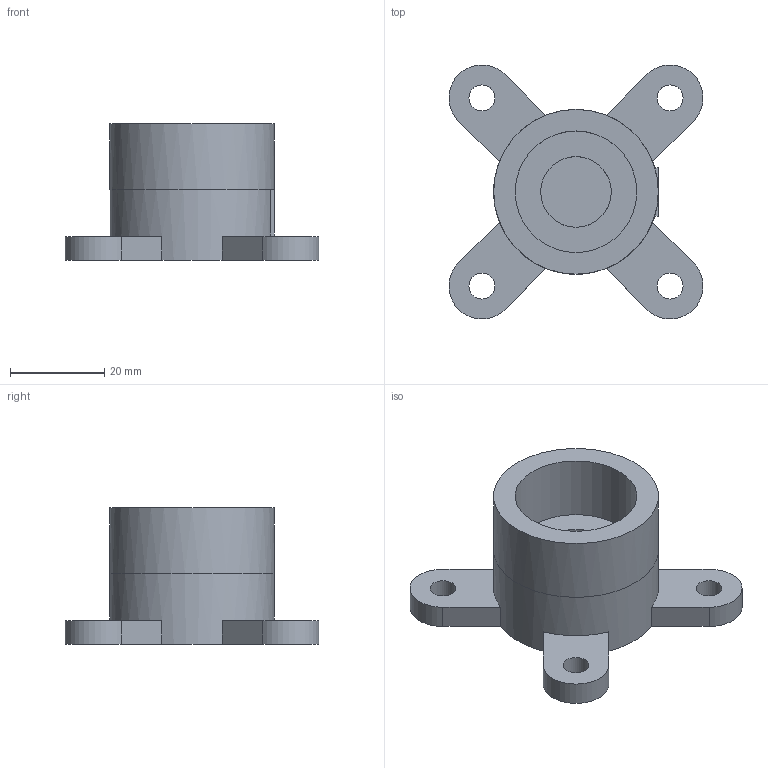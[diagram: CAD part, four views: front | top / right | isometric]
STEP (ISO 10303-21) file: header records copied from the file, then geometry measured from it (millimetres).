
FILE_DESCRIPTION(('FreeCAD Model'),'2;1');
FILE_NAME('Open CASCADE Shape Model','2026-02-01T15:34:59',(''),(''), 'Open CASCADE STEP processor 7.8','FreeCAD','Unknown');
FILE_SCHEMA(('AUTOMOTIVE_DESIGN { 1 0 10303 214 1 1 1 1 }'));
Length unit declared in the file: millimetre
Products named in the file (1): Bottom
Bounding box: 53.95 x 53.95 x 29 mm (x, y, z)
Volume: 22731.5 mm3; surface area: 9562.2 mm2
Topology: 1 solids, 1 shells, 34 faces, 99 edges, 68 vertices
Faces by surface type: plane 21, cylinder 13
Full cylindrical faces by diameter (mm): 5.5 x4, 6.25 x1, 15 x1, 25.85 x1, 35 x1
Entity records: 2904 total; most frequent: CARTESIAN_POINT 891, DIRECTION 384, LINE 200, VECTOR 200, ORIENTED_EDGE 198, PCURVE 198, DEFINITIONAL_REPRESENTATION 198, EDGE_CURVE 99
